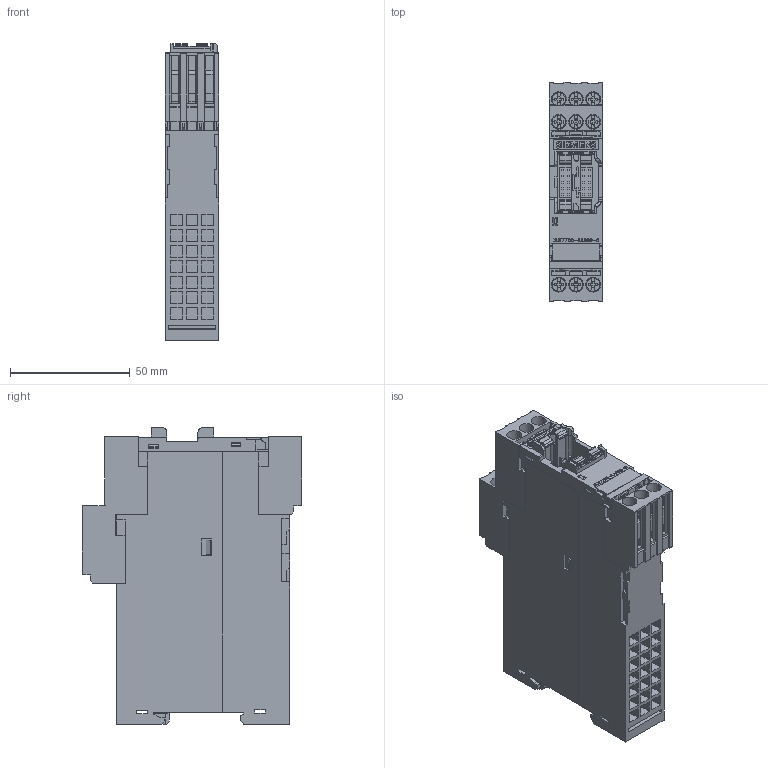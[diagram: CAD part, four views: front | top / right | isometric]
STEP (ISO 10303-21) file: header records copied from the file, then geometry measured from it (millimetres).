
FILE_DESCRIPTION(('STEP AP214'),'1');
FILE_NAME('cctmp_38C0C17A-02F5-4053-8564-C28F0EAA5BCA_2023_07_21_14_56_15_0351..stp','2023-07-21T12:56:17',('SIEMENS A&D'),('CADClick - www.CADClick.com'),'Spatial InterOp 3D postprocessed',' ','unknown authorization');
FILE_SCHEMA(('AUTOMOTIVE_DESIGN'));
Length unit declared in the file: millimetre
Products named in the file (1): 2023_07_21_14_56_15_0289
Bounding box: 22.5 x 91.9 x 124 mm (x, y, z)
Volume: 172607.2 mm3; surface area: 58570.5 mm2
Topology: 1 solids, 2 shells, 2112 faces, 5978 edges, 3958 vertices
Faces by surface type: plane 1814, cylinder 236, cone 54, torus 8
Entity records: 74211 total; most frequent: CARTESIAN_POINT 12439, ORIENTED_EDGE 11940, DIRECTION 10778, EDGE_CURVE 5970, LINE 5216, VECTOR 5216, VERTEX_POINT 3958, AXIS2_PLACEMENT_3D 2781
